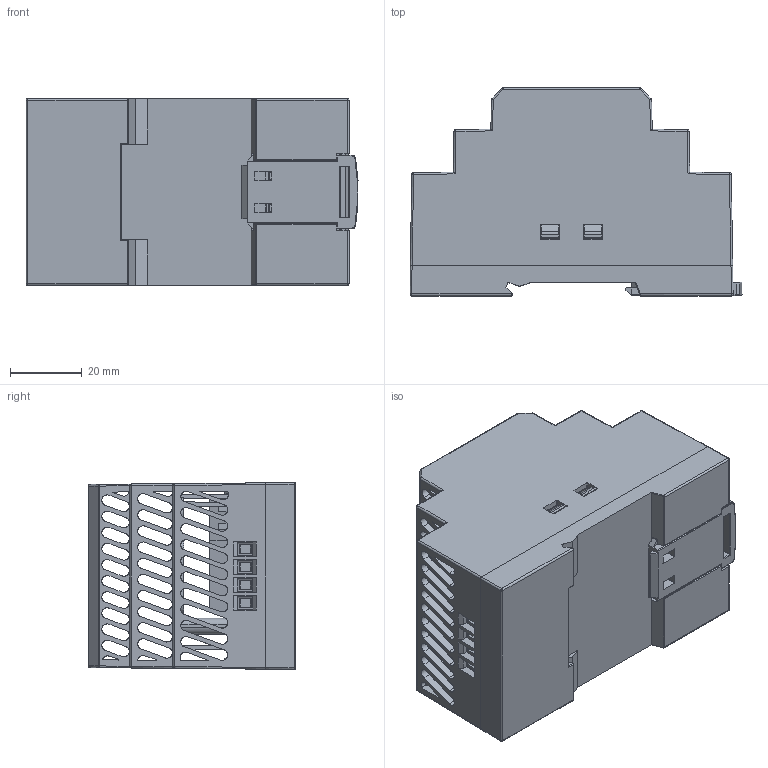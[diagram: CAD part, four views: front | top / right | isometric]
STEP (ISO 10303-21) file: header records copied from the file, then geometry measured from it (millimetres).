
FILE_DESCRIPTION((''),'2;1');
FILE_NAME('LI60-20BXXPR2','2023-01-16T',('pe203'),(''),'PRO/ENGINEER BY PARAMETRIC TECHNOLOGY CORPORATION, 2014000','PRO/ENGINEER BY PARAMETRIC TECHNOLOGY CORPORATION, 2014000','');
FILE_SCHEMA(('AUTOMOTIVE_DESIGN { 1 0 10303 214 1 1 1 1 }'));
Products named in the file (1): LI60-20BXXPR2
Bounding box: 92.64 x 58 x 52.14 mm (x, y, z)
Surface area: 63251.2 mm2 (no closed solid volume)
Topology: 0 solids, 1842 shells, 1842 faces, 11365 edges, 11286 vertices
Faces by surface type: plane 1026, cylinder 583, extrusion 151, torus 35, sphere 33, bspline 10, cone 4
Entity records: 171818 total; most frequent: CARTESIAN_POINT 47545, PRESENTATION_STYLE_ASSIGNMENT 13134, STYLED_ITEM 13134, DIRECTION 12282, VERTEX_POINT 11332, ORIENTED_EDGE 11332, EDGE_CURVE 11332, CURVE_STYLE 11300
